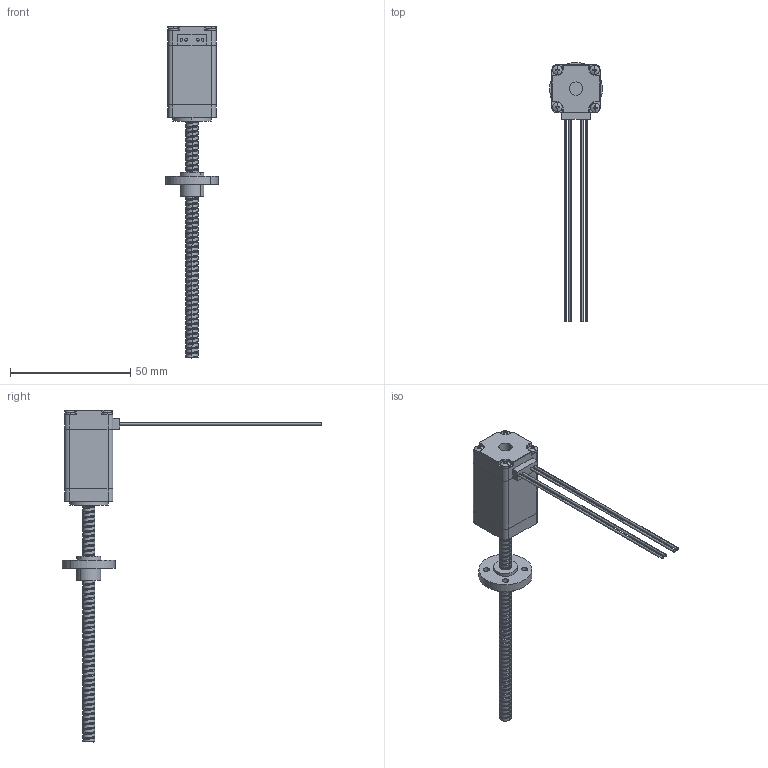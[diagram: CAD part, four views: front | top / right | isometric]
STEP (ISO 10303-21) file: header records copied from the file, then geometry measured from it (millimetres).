
FILE_DESCRIPTION (( 'STEP AP214' ), '1' );
FILE_NAME ('20H238-0604AST0502100.STEP', '2022-02-17T05:25:59', ( '' ), ( '' ), 'SwSTEP 2.0', 'SolidWorks 2020', '' );
FILE_SCHEMA (( 'AUTOMOTIVE_DESIGN' ));
Length unit declared in the file: millimetre
Products named in the file (8): 隅赽; TR5x2佪裝; 20B-D9-001; 28A-D9-001; TR5x2蹟譫; 堤盄; cross recessed pan head screws gb_GB_CROSS_SCREWS_TYPE1 M2X20-20  H type-N; 20H238-0604AST0502100
Assembly tree (10 placements, depth 2):
  20H238-0604AST0502100
    28A-D9-001
    20B-D9-001
    隅赽
    堤盄
    TR5x2佪裝
    cross recessed pan head screws gb_GB_CROSS_SCREWS_TYPE1 M2X20-20  H type-N  x4
    TR5x2蹟譫
Bounding box: 21.94 x 107.77 x 138 mm (x, y, z)
Volume: 18843.8 mm3; surface area: 12338.9 mm2
Topology: 11 solids, 11 shells, 376 faces, 1003 edges, 652 vertices
Faces by surface type: cylinder 222, plane 128, sphere 16, torus 4, cone 3, bspline 3
Entity records: 20828 total; most frequent: CARTESIAN_POINT 12204, ORIENTED_EDGE 1594, DIRECTION 1419, EDGE_CURVE 797, AXIS2_PLACEMENT_3D 536, VERTEX_POINT 520, VECTOR 347, LINE 347
